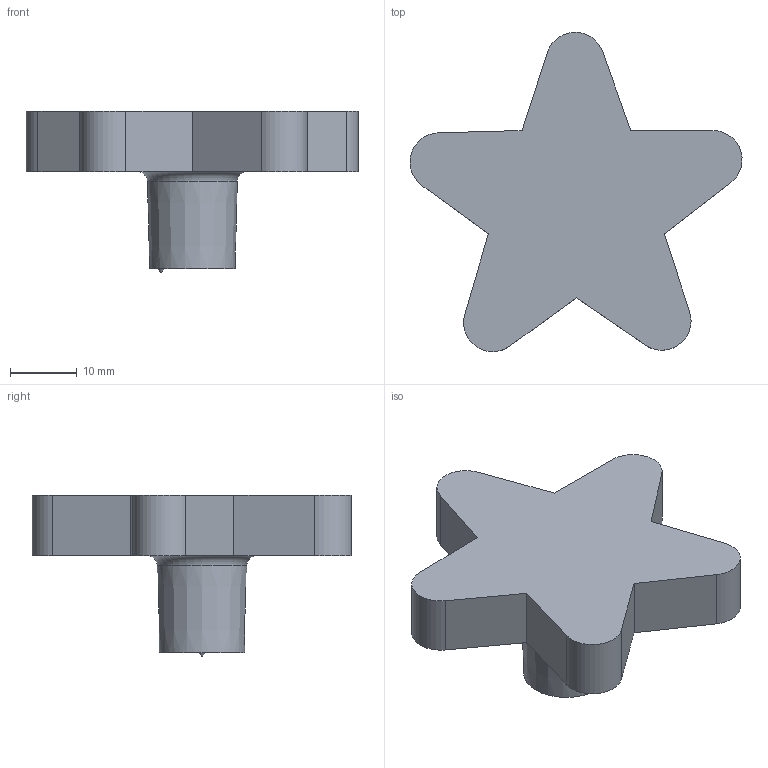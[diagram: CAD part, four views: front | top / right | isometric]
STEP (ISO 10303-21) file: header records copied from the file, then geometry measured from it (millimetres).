
FILE_DESCRIPTION(/* description */ (''),/* implementation_level */ '2;1');
FILE_NAME(/* name */ 'UM-STAR.stp',/* time_stamp */ '2019-01-28T10:24:31+01:00',/* author */ ('tomaszw'),/* organization */ (''),/* preprocessor_version */ 'ST-DEVELOPER v17',/* originating_system */ 'Autodesk Inventor 2019',/* authorisation */ '');
FILE_SCHEMA (('AUTOMOTIVE_DESIGN { 1 0 10303 214 3 1 1 }'));
Length unit declared in the file: millimetre
Products named in the file (1): UM-STAR
Bounding box: 49.59 x 47.69 x 24.1 mm (x, y, z)
Volume: 13224.5 mm3; surface area: 4802.8 mm2
Topology: 1 solids, 1 shells, 25 faces, 65 edges, 44 vertices
Faces by surface type: plane 15, cylinder 6, cone 3, torus 1
Full cylindrical faces by diameter (mm): 3.242 x1
Entity records: 811 total; most frequent: DIRECTION 138, CARTESIAN_POINT 134, ORIENTED_EDGE 128, EDGE_CURVE 64, AXIS2_PLACEMENT_3D 48, VERTEX_POINT 44, LINE 42, VECTOR 42
